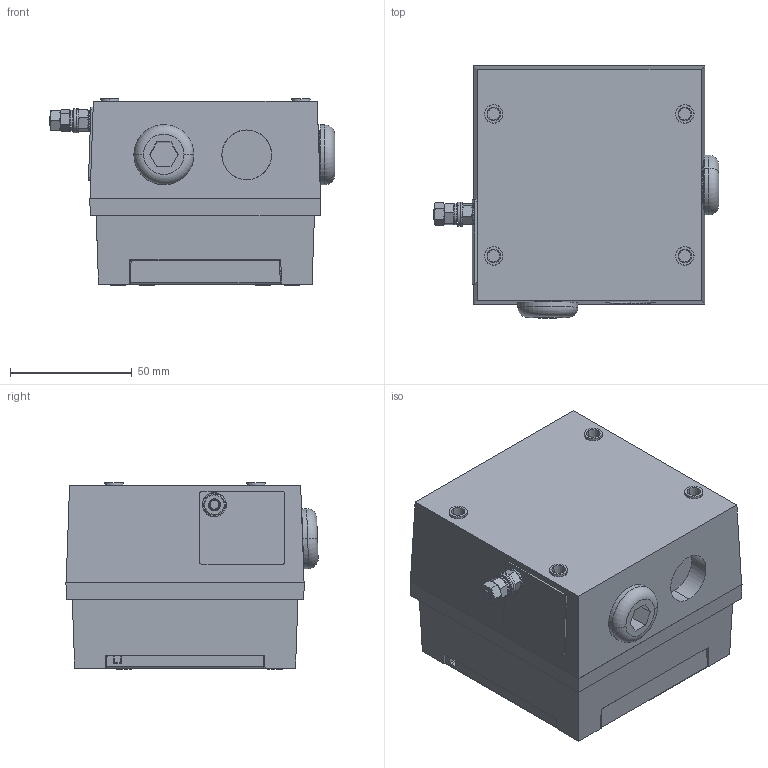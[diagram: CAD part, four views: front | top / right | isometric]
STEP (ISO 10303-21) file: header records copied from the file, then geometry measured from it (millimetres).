
FILE_DESCRIPTION (( 'STEP AP203' ), '1' );
FILE_NAME ('D150-05-001-3D_Issue_2.STEP', '2025-02-17T12:05:44', ( '' ), ( '' ), 'SwSTEP 2.0', 'SolidWorks 2024', '' );
FILE_SCHEMA (( 'CONFIG_CONTROL_DESIGN' ));
Length unit declared in the file: millimetre
Products named in the file (1): D150-05-001-3D_Issue_2
Bounding box: 117.1 x 103.46 x 76.5 mm (x, y, z)
Volume: 550581.4 mm3; surface area: 114536.3 mm2
Topology: 33 solids, 33 shells, 948 faces, 2223 edges, 1395 vertices
Faces by surface type: plane 322, cylinder 267, cone 176, torus 116, bspline 53, sphere 14
Entity records: 37436 total; most frequent: CARTESIAN_POINT 16191, ORIENTED_EDGE 4446, DIRECTION 4374, EDGE_CURVE 2223, AXIS2_PLACEMENT_3D 1701, VERTEX_POINT 1395, EDGE_LOOP 1048, VECTOR 972
